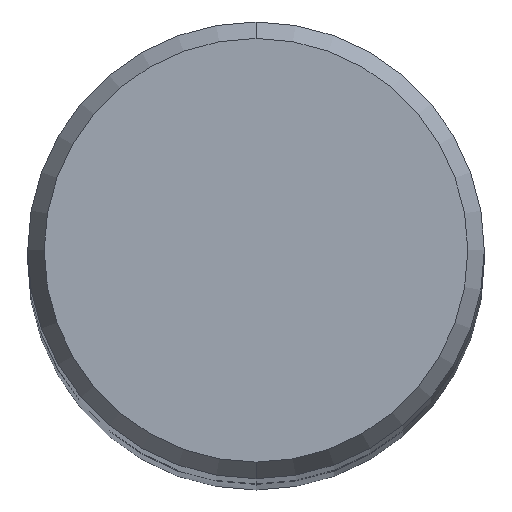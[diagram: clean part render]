
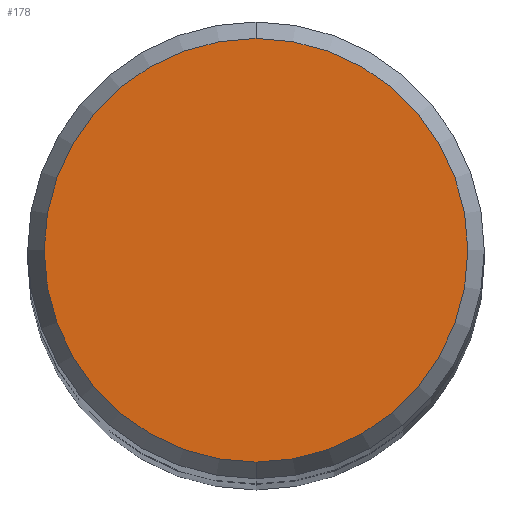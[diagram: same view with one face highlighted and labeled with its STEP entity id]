
A CAD part, top view. The second image highlights one B-rep face of the part: STEP entity #178.
In plain terms, the highlighted planar face has unit normal (0, 0, 1).
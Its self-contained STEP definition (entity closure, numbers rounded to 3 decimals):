
#90=EDGE_CURVE('',#128,#122,#211,.T.);
#122=VERTEX_POINT('',#244);
#128=VERTEX_POINT('',#252);
#158=EDGE_CURVE('',#122,#128,#286,.T.);
#178=ADVANCED_FACE('',(#311),#312,.T.);
#211=CIRCLE('',#340,2.946);
#244=CARTESIAN_POINT('',(0.0,2.946,0.01));
#252=CARTESIAN_POINT('',(0.,-2.946,0.01));
#286=CIRCLE('',#437,2.946);
#311=FACE_OUTER_BOUND('',#466,.T.);
#312=PLANE('',#467);
#340=AXIS2_PLACEMENT_3D('',#479,#480,#481);
#437=AXIS2_PLACEMENT_3D('',#567,#568,#569);
#466=EDGE_LOOP('',(#607,#608));
#467=AXIS2_PLACEMENT_3D('',#609,#610,#611);
#479=CARTESIAN_POINT('',(0.0,0.0,0.01));
#480=DIRECTION('',(0.0,0.0,-1.0));
#481=DIRECTION('',(0.0,1.0,0.0));
#567=CARTESIAN_POINT('',(0.0,0.0,0.01));
#568=DIRECTION('',(0.0,0.0,-1.0));
#569=DIRECTION('',(0.0,1.0,0.0));
#607=ORIENTED_EDGE('',*,*,#158,.F.);
#608=ORIENTED_EDGE('',*,*,#90,.F.);
#609=CARTESIAN_POINT('',(0.0,1.473,0.01));
#610=DIRECTION('',(-0.0,0.0,1.0));
#611=DIRECTION('',(0.0,-1.0,0.0));
